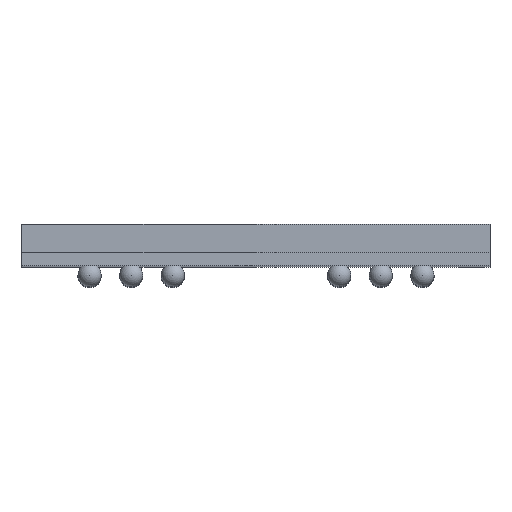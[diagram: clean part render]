
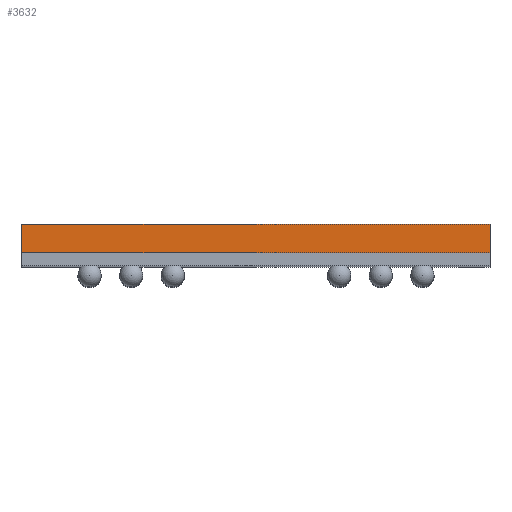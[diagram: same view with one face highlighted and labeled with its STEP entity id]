
A CAD part, top view. The second image highlights one B-rep face of the part: STEP entity #3632.
In plain terms, the highlighted planar face has unit normal (0, 0, 1).
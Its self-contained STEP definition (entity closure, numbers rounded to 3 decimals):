
#327 = DIRECTION ( 'NONE',  ( 0., -1., 0. ) ) ;
#965 = PLANE ( 'NONE',  #1751 ) ;
#1450 = CARTESIAN_POINT ( 'NONE',  ( 4.5, -0.15, 7.75 ) ) ;
#1525 = DIRECTION ( 'NONE',  ( -1., 0., 0. ) ) ;
#1743 = EDGE_CURVE ( 'NONE', #4188, #3307, #3032, .T. ) ;
#1751 = AXIS2_PLACEMENT_3D ( 'NONE', #5162, #7953, #1525 ) ;
#1969 = CARTESIAN_POINT ( 'NONE',  ( -4.5, 0.4, 7.75 ) ) ;
#2281 = LINE ( 'NONE', #4503, #5957 ) ;
#2987 = EDGE_CURVE ( 'NONE', #8762, #4188, #4529, .T. ) ;
#3032 = LINE ( 'NONE', #6517, #4306 ) ;
#3307 = VERTEX_POINT ( 'NONE', #1450 ) ;
#3632 = ADVANCED_FACE ( 'NONE', ( #4391 ), #965, .F. ) ;
#3641 = ORIENTED_EDGE ( 'NONE', *, *, #2987, .T. ) ;
#3775 = EDGE_LOOP ( 'NONE', ( #3641, #7955, #5930, #4556 ) ) ;
#3841 = CARTESIAN_POINT ( 'NONE',  ( -4.5, 0.4, 7.75 ) ) ;
#3953 = DIRECTION ( 'NONE',  ( 1., 0., 0. ) ) ;
#4188 = VERTEX_POINT ( 'NONE', #7650 ) ;
#4306 = VECTOR ( 'NONE', #8593, 1000. ) ;
#4391 = FACE_OUTER_BOUND ( 'NONE', #3775, .T. ) ;
#4503 = CARTESIAN_POINT ( 'NONE',  ( -4.5, 0.4, 7.75 ) ) ;
#4529 = LINE ( 'NONE', #3841, #8453 ) ;
#4556 = ORIENTED_EDGE ( 'NONE', *, *, #7421, .F. ) ;
#5162 = CARTESIAN_POINT ( 'NONE',  ( -4.5, 0.4, 7.75 ) ) ;
#5930 = ORIENTED_EDGE ( 'NONE', *, *, #7067, .F. ) ;
#5957 = VECTOR ( 'NONE', #3953, 1000. ) ;
#6219 = DIRECTION ( 'NONE',  ( 0., -1., 0. ) ) ;
#6350 = CARTESIAN_POINT ( 'NONE',  ( 4.5, 0.4, 7.75 ) ) ;
#6517 = CARTESIAN_POINT ( 'NONE',  ( -4.5, -0.15, 7.75 ) ) ;
#6968 = VECTOR ( 'NONE', #6219, 1000. ) ;
#7049 = LINE ( 'NONE', #6350, #6968 ) ;
#7067 = EDGE_CURVE ( 'NONE', #7160, #3307, #7049, .T. ) ;
#7160 = VERTEX_POINT ( 'NONE', #8867 ) ;
#7421 = EDGE_CURVE ( 'NONE', #8762, #7160, #2281, .T. ) ;
#7650 = CARTESIAN_POINT ( 'NONE',  ( -4.5, -0.15, 7.75 ) ) ;
#7953 = DIRECTION ( 'NONE',  ( 0., 0., -1. ) ) ;
#7955 = ORIENTED_EDGE ( 'NONE', *, *, #1743, .T. ) ;
#8453 = VECTOR ( 'NONE', #327, 1000. ) ;
#8593 = DIRECTION ( 'NONE',  ( 1., 0., 0. ) ) ;
#8762 = VERTEX_POINT ( 'NONE', #1969 ) ;
#8867 = CARTESIAN_POINT ( 'NONE',  ( 4.5, 0.4, 7.75 ) ) ;
